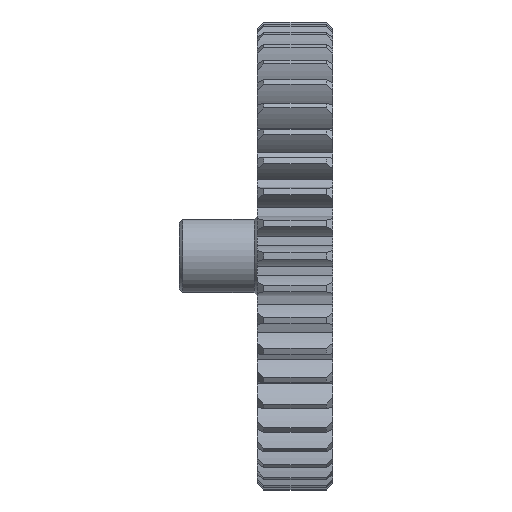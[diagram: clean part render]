
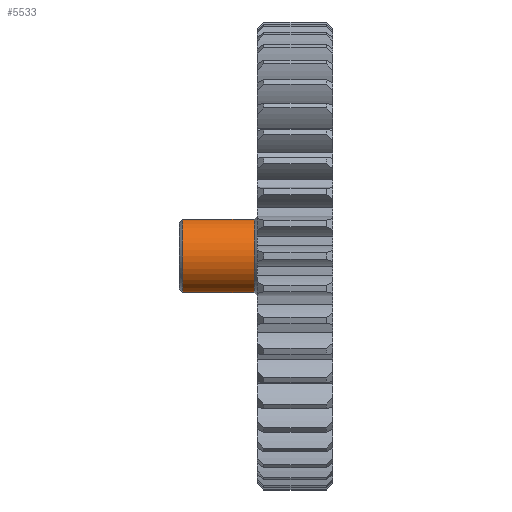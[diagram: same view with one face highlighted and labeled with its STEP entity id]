
A CAD part, front view. The second image highlights one B-rep face of the part: STEP entity #5533.
In plain terms, the highlighted cylindrical face has radius 3 mm (diameter 6 mm), a partial arc.
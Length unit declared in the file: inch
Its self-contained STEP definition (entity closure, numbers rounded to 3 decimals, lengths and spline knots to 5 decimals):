
#279 = VERTEX_POINT ( 'NONE', #520 ) ;
#520 = CARTESIAN_POINT ( 'NONE',  ( -0.235, -0.025, 0.11543 ) ) ;
#563 = DIRECTION ( 'NONE',  ( 1., 0., 0. ) ) ;
#923 = EDGE_CURVE ( 'NONE', #1968, #7052, #1930, .T. ) ;
#1143 = EDGE_LOOP ( 'NONE', ( #6154, #6719, #3138, #9404 ) ) ;
#1222 = CARTESIAN_POINT ( 'NONE',  ( -0.01, -0.025, 0.11543 ) ) ;
#1283 = AXIS2_PLACEMENT_3D ( 'NONE', #1454, #6197, #4563 ) ;
#1454 = CARTESIAN_POINT ( 'NONE',  ( -0.01, 0., 0. ) ) ;
#1605 = DIRECTION ( 'NONE',  ( 0., 0., -1. ) ) ;
#1655 = CIRCLE ( 'NONE', #4792, 0.11811 ) ;
#1930 = LINE ( 'NONE', #5517, #10092 ) ;
#1968 = VERTEX_POINT ( 'NONE', #9487 ) ;
#2391 = VECTOR ( 'NONE', #563, 39.37008 ) ;
#2702 = DIRECTION ( 'NONE',  ( 1., 0., 0. ) ) ;
#2787 = CIRCLE ( 'NONE', #1283, 0.11811 ) ;
#3138 = ORIENTED_EDGE ( 'NONE', *, *, #4136, .F. ) ;
#3206 = CARTESIAN_POINT ( 'NONE',  ( -0.245, 0., 0. ) ) ;
#3728 = CARTESIAN_POINT ( 'NONE',  ( -0.245, -0.025, 0.11543 ) ) ;
#4136 = EDGE_CURVE ( 'NONE', #279, #4636, #5008, .T. ) ;
#4563 = DIRECTION ( 'NONE',  ( 0., 0., -1. ) ) ;
#4636 = VERTEX_POINT ( 'NONE', #1222 ) ;
#4792 = AXIS2_PLACEMENT_3D ( 'NONE', #8230, #2702, #7442 ) ;
#5008 = LINE ( 'NONE', #3728, #2391 ) ;
#5517 = CARTESIAN_POINT ( 'NONE',  ( -0.245, -0.025, -0.11543 ) ) ;
#5533 = ADVANCED_FACE ( 'NONE', ( #7136 ), #8984, .T. ) ;
#6154 = ORIENTED_EDGE ( 'NONE', *, *, #923, .T. ) ;
#6197 = DIRECTION ( 'NONE',  ( -1., 0., 0. ) ) ;
#6338 = EDGE_CURVE ( 'NONE', #279, #1968, #1655, .T. ) ;
#6719 = ORIENTED_EDGE ( 'NONE', *, *, #7069, .T. ) ;
#7034 = CARTESIAN_POINT ( 'NONE',  ( -0.01, -0.025, -0.11543 ) ) ;
#7052 = VERTEX_POINT ( 'NONE', #7034 ) ;
#7069 = EDGE_CURVE ( 'NONE', #7052, #4636, #2787, .T. ) ;
#7136 = FACE_OUTER_BOUND ( 'NONE', #1143, .T. ) ;
#7442 = DIRECTION ( 'NONE',  ( 0., 0., 1. ) ) ;
#8230 = CARTESIAN_POINT ( 'NONE',  ( -0.235, 0., 0. ) ) ;
#8730 = DIRECTION ( 'NONE',  ( 1., 0., 0. ) ) ;
#8984 = CYLINDRICAL_SURFACE ( 'NONE', #9849, 0.11811 ) ;
#9404 = ORIENTED_EDGE ( 'NONE', *, *, #6338, .T. ) ;
#9429 = DIRECTION ( 'NONE',  ( 1., 0., 0. ) ) ;
#9487 = CARTESIAN_POINT ( 'NONE',  ( -0.235, -0.025, -0.11543 ) ) ;
#9849 = AXIS2_PLACEMENT_3D ( 'NONE', #3206, #8730, #1605 ) ;
#10092 = VECTOR ( 'NONE', #9429, 39.37008 ) ;
